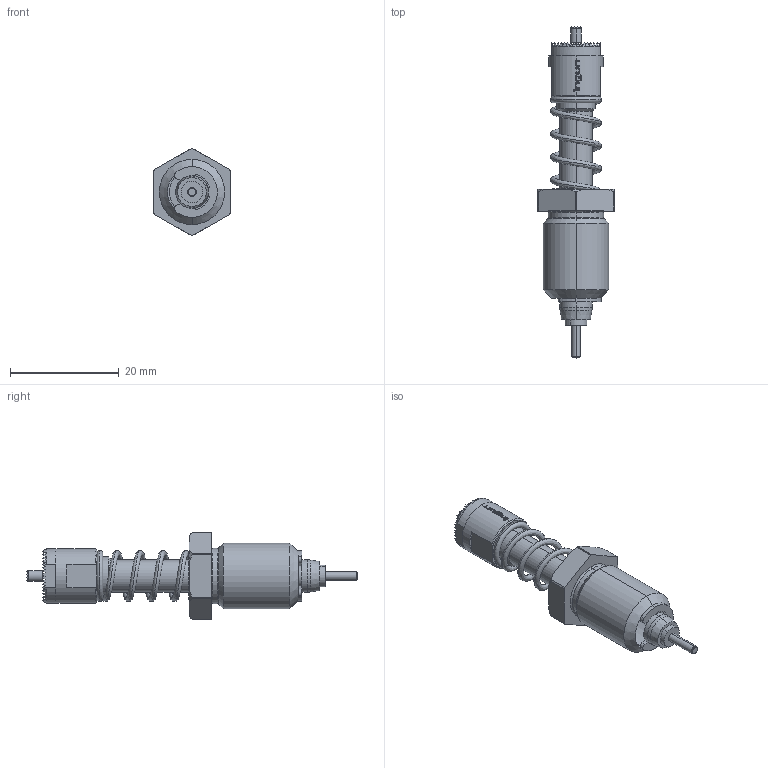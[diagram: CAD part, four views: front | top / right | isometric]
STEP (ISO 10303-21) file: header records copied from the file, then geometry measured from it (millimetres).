
FILE_DESCRIPTION (( 'STEP AP203' ), '1' );
FILE_NAME ('INGUN_BCP-653_360_1000_A_xx04_M-53.STEP', '2025-06-05T06:11:23', ( '' ), ( '' ), 'SwSTEP 2.0', 'SolidWorks 2023', '' );
FILE_SCHEMA (( 'CONFIG_CONTROL_DESIGN' ));
Length unit declared in the file: millimetre
Products named in the file (1): INGUN_BCP-653_360_1000_A_xx04_M-53
Bounding box: 14 x 61 x 16 mm (x, y, z)
Volume: 3839.9 mm3; surface area: 2677.9 mm2
Topology: 1 solids, 1 shells, 1062 faces, 2022 edges, 970 vertices
Faces by surface type: plane 920, cylinder 68, cone 35, bspline 27, torus 12
Entity records: 28997 total; most frequent: CARTESIAN_POINT 9187, ORIENTED_EDGE 4044, DIRECTION 3962, EDGE_CURVE 2022, LINE 1414, VECTOR 1414, AXIS2_PLACEMENT_3D 1274, EDGE_LOOP 1074
